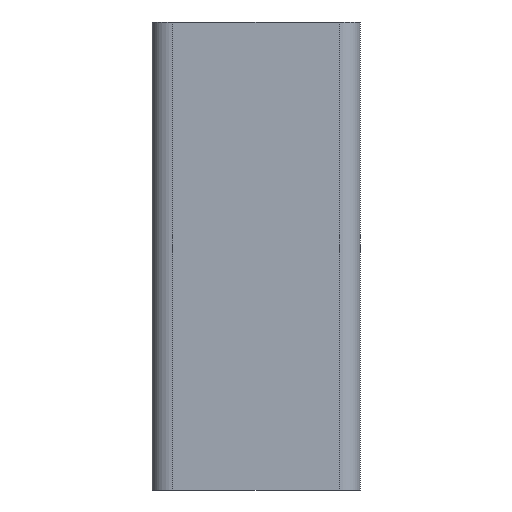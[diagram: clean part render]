
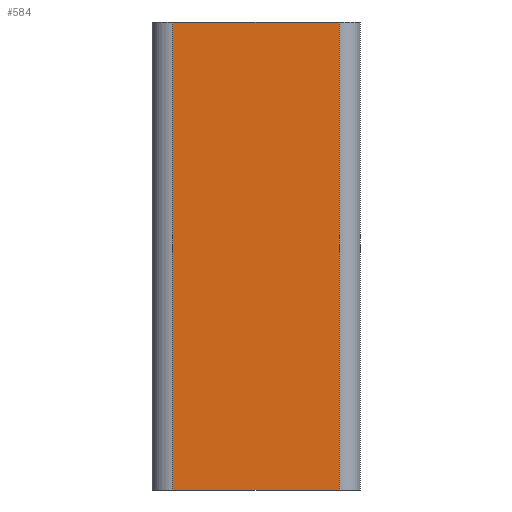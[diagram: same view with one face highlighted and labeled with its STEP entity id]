
A CAD part, left-side view. The second image highlights one B-rep face of the part: STEP entity #584.
In plain terms, the highlighted planar face has unit normal (-1, 0, 0).
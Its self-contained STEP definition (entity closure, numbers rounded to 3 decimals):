
#403=CARTESIAN_POINT('',(-12.25,-5.5,-22.5));
#404=VERTEX_POINT('',#403);
#412=CARTESIAN_POINT('',(-12.25,10.5,-22.5));
#413=VERTEX_POINT('',#412);
#414=CARTESIAN_POINT('',(-12.25,10.5,-22.5));
#415=DIRECTION('',(0.0,-1.0,0.0));
#416=VECTOR('',#415,16.0);
#417=LINE('',#414,#416);
#418=EDGE_CURVE('',#413,#404,#417,.T.);
#535=CARTESIAN_POINT('',(-12.25,10.5,22.5));
#536=VERTEX_POINT('',#535);
#537=CARTESIAN_POINT('',(-12.25,10.5,-22.5));
#538=DIRECTION('',(0.0,0.0,1.0));
#539=VECTOR('',#538,45.0);
#540=LINE('',#537,#539);
#541=EDGE_CURVE('',#413,#536,#540,.T.);
#561=CARTESIAN_POINT('',(-12.25,-7.5,0.0));
#562=DIRECTION('',(-1.0,0.0,0.0));
#563=DIRECTION('',(0.0,0.0,1.0));
#564=AXIS2_PLACEMENT_3D('',#561,#562,#563);
#565=PLANE('',#564);
#566=ORIENTED_EDGE('',*,*,#541,.F.);
#567=ORIENTED_EDGE('',*,*,#418,.T.);
#568=CARTESIAN_POINT('',(-12.25,-5.5,22.5));
#569=VERTEX_POINT('',#568);
#570=CARTESIAN_POINT('',(-12.25,-5.5,22.5));
#571=DIRECTION('',(0.0,0.0,-1.0));
#572=VECTOR('',#571,45.0);
#573=LINE('',#570,#572);
#574=EDGE_CURVE('',#569,#404,#573,.T.);
#575=ORIENTED_EDGE('',*,*,#574,.F.);
#576=CARTESIAN_POINT('',(-12.25,-5.5,22.5));
#577=DIRECTION('',(0.0,1.0,0.0));
#578=VECTOR('',#577,16.0);
#579=LINE('',#576,#578);
#580=EDGE_CURVE('',#569,#536,#579,.T.);
#581=ORIENTED_EDGE('',*,*,#580,.T.);
#582=EDGE_LOOP('',(#566,#567,#575,#581));
#583=FACE_OUTER_BOUND('',#582,.T.);
#584=ADVANCED_FACE('',(#583),#565,.T.);
